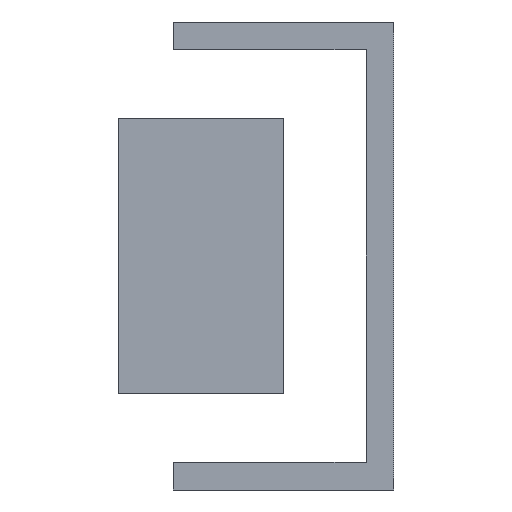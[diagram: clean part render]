
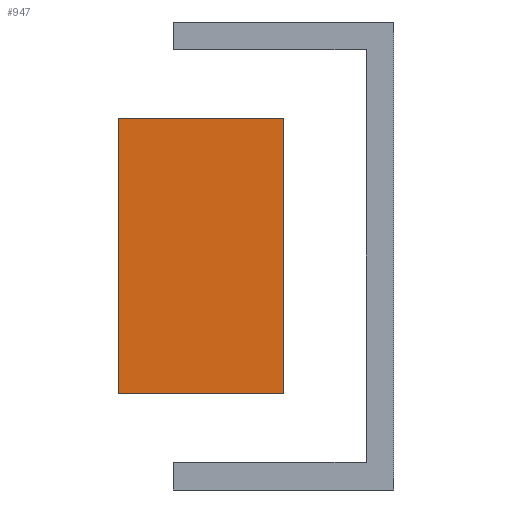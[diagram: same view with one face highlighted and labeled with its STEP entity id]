
A CAD part, left-side view. The second image highlights one B-rep face of the part: STEP entity #947.
In plain terms, the highlighted planar face has unit normal (-1, 0, 0).
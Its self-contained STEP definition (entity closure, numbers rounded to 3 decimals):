
#62=PLANE('',#1027);
#104=FACE_OUTER_BOUND('',#173,.T.);
#173=EDGE_LOOP('',(#775,#776,#777,#778));
#241=LINE('',#1421,#342);
#245=LINE('',#1429,#346);
#248=LINE('',#1435,#349);
#251=LINE('',#1440,#352);
#342=VECTOR('',#1169,10.);
#346=VECTOR('',#1175,10.);
#349=VECTOR('',#1180,10.);
#352=VECTOR('',#1185,10.);
#472=VERTEX_POINT('',#1419);
#473=VERTEX_POINT('',#1420);
#476=VERTEX_POINT('',#1428);
#478=VERTEX_POINT('',#1434);
#575=EDGE_CURVE('',#472,#473,#241,.T.);
#579=EDGE_CURVE('',#473,#476,#245,.T.);
#582=EDGE_CURVE('',#476,#478,#248,.T.);
#585=EDGE_CURVE('',#478,#472,#251,.T.);
#775=ORIENTED_EDGE('',*,*,#585,.T.);
#776=ORIENTED_EDGE('',*,*,#575,.T.);
#777=ORIENTED_EDGE('',*,*,#579,.T.);
#778=ORIENTED_EDGE('',*,*,#582,.T.);
#947=ADVANCED_FACE('',(#104),#62,.F.);
#1027=AXIS2_PLACEMENT_3D('',#1443,#1189,#1190);
#1169=DIRECTION('',(0.,1.,0.));
#1175=DIRECTION('',(0.,0.,-1.));
#1180=DIRECTION('',(0.,-1.,0.));
#1185=DIRECTION('',(0.,0.,1.));
#1189=DIRECTION('center_axis',(1.,0.,0.));
#1190=DIRECTION('ref_axis',(0.,0.,-1.));
#1419=CARTESIAN_POINT('',(0.,4.,5.));
#1420=CARTESIAN_POINT('',(0.,10.,5.));
#1421=CARTESIAN_POINT('',(0.,4.,5.));
#1428=CARTESIAN_POINT('',(0.,10.,-5.));
#1429=CARTESIAN_POINT('',(0.,10.,5.));
#1434=CARTESIAN_POINT('',(0.,4.,-5.));
#1435=CARTESIAN_POINT('',(0.,10.,-5.));
#1440=CARTESIAN_POINT('',(0.,4.,-5.));
#1443=CARTESIAN_POINT('Origin',(0.,7.,0.));
